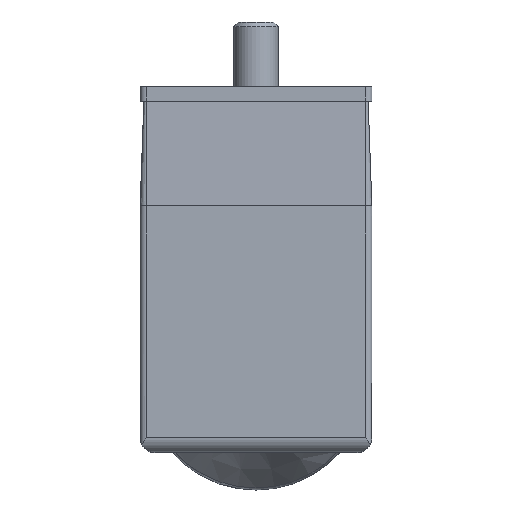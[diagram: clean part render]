
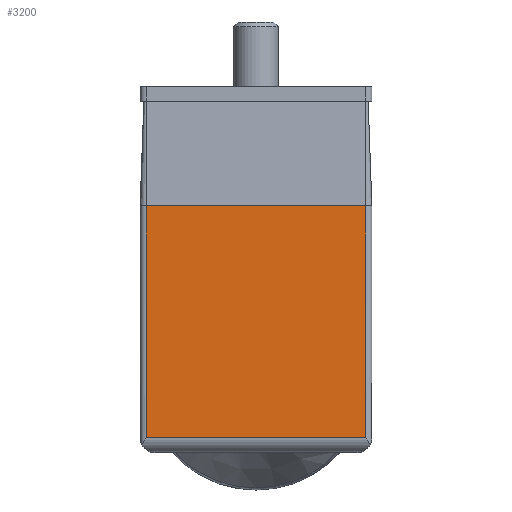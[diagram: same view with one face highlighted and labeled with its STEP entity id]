
A CAD part, front view. The second image highlights one B-rep face of the part: STEP entity #3200.
In plain terms, the highlighted planar face has unit normal (0, -1, 0).
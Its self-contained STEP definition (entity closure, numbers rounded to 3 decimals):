
#332=ORIENTED_EDGE('',*,*,#949,.F.);
#333=ORIENTED_EDGE('',*,*,#950,.F.);
#334=ORIENTED_EDGE('',*,*,#951,.T.);
#335=ORIENTED_EDGE('',*,*,#952,.T.);
#949=EDGE_CURVE('',#1248,#1249,#1430,.T.);
#950=EDGE_CURVE('',#1250,#1248,#1431,.T.);
#951=EDGE_CURVE('',#1250,#1251,#1432,.T.);
#952=EDGE_CURVE('',#1251,#1249,#1433,.T.);
#1248=VERTEX_POINT('',#4511);
#1249=VERTEX_POINT('',#4512);
#1250=VERTEX_POINT('',#4514);
#1251=VERTEX_POINT('',#4516);
#1430=LINE('',#4510,#1650);
#1431=LINE('',#4513,#1651);
#1432=LINE('',#4515,#1652);
#1433=LINE('',#4517,#1653);
#1650=VECTOR('',#3730,1000.);
#1651=VECTOR('',#3731,1000.);
#1652=VECTOR('',#3732,1000.);
#1653=VECTOR('',#3733,1000.);
#1836=EDGE_LOOP('',(#332,#333,#334,#335));
#1998=FACE_BOUND('',#1836,.T.);
#2142=PLANE('',#3382);
#3200=ADVANCED_FACE('',(#1998),#2142,.F.);
#3382=AXIS2_PLACEMENT_3D('',#4509,#3728,#3729);
#3728=DIRECTION('',(0.,1.,0.));
#3729=DIRECTION('',(0.,0.,1.));
#3730=DIRECTION('',(-1.,0.,0.));
#3731=DIRECTION('',(0.,0.,-1.));
#3732=DIRECTION('',(-1.,0.,0.));
#3733=DIRECTION('',(0.,0.,-1.));
#4509=CARTESIAN_POINT('',(7.75,-7.75,11.));
#4510=CARTESIAN_POINT('',(7.75,-7.75,-4.5));
#4511=CARTESIAN_POINT('',(7.35,-7.75,-4.5));
#4512=CARTESIAN_POINT('',(-7.35,-7.75,-4.5));
#4513=CARTESIAN_POINT('',(7.35,-7.75,18.));
#4514=CARTESIAN_POINT('',(7.35,-7.75,11.));
#4515=CARTESIAN_POINT('',(7.75,-7.75,11.));
#4516=CARTESIAN_POINT('',(-7.35,-7.75,11.));
#4517=CARTESIAN_POINT('',(-7.35,-7.75,18.));
